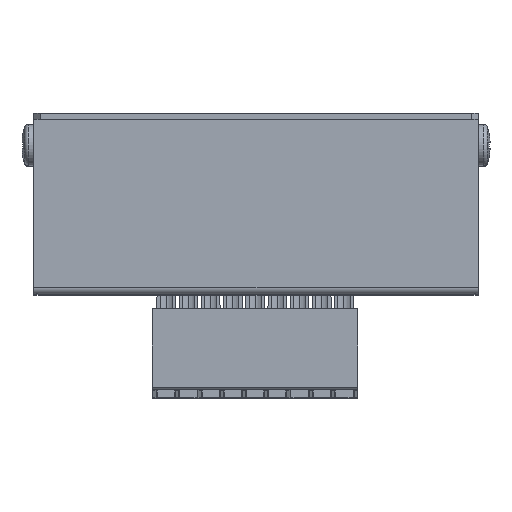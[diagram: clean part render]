
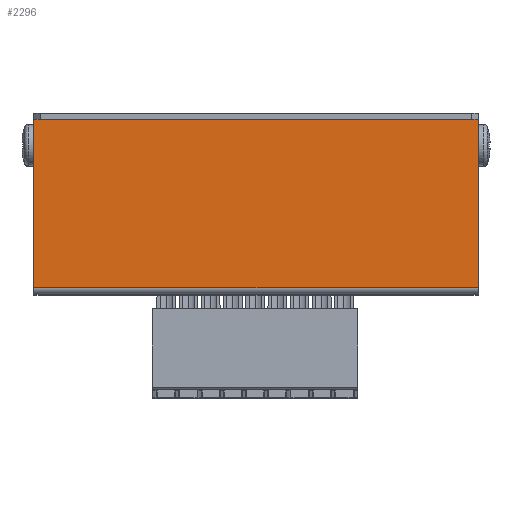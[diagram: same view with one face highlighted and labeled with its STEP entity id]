
A CAD part, top view. The second image highlights one B-rep face of the part: STEP entity #2296.
In plain terms, the highlighted planar face has unit normal (0, 0, 1).
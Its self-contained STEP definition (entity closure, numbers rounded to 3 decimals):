
#381 = PLANE('',#382);
#382 = AXIS2_PLACEMENT_3D('',#383,#384,#385);
#383 = CARTESIAN_POINT('',(0.,26.5,93.));
#384 = DIRECTION('',(1.,0.,0.));
#385 = DIRECTION('',(0.,-1.,0.));
#741 = PLANE('',#742);
#742 = AXIS2_PLACEMENT_3D('',#743,#744,#745);
#743 = CARTESIAN_POINT('',(70.,26.5,93.));
#744 = DIRECTION('',(-0.,-1.,0.));
#745 = DIRECTION('',(-1.,0.,0.));
#992 = VERTEX_POINT('',#993);
#993 = CARTESIAN_POINT('',(0.,26.5,94.));
#1014 = EDGE_CURVE('',#992,#1015,#1017,.T.);
#1015 = VERTEX_POINT('',#1016);
#1016 = CARTESIAN_POINT('',(0.,0.,94.));
#1017 = SURFACE_CURVE('',#1018,(#1022,#1029),.PCURVE_S1.);
#1018 = LINE('',#1019,#1020);
#1019 = CARTESIAN_POINT('',(0.,26.5,94.));
#1020 = VECTOR('',#1021,1.);
#1021 = DIRECTION('',(0.,-1.,0.));
#1022 = PCURVE('',#381,#1023);
#1023 = DEFINITIONAL_REPRESENTATION('',(#1024),#1028);
#1024 = LINE('',#1025,#1026);
#1025 = CARTESIAN_POINT('',(0.,-1.));
#1026 = VECTOR('',#1027,1.);
#1027 = DIRECTION('',(1.,0.));
#1028 = ( GEOMETRIC_REPRESENTATION_CONTEXT(2) 
PARAMETRIC_REPRESENTATION_CONTEXT() REPRESENTATION_CONTEXT('2D SPACE',''
  ) );
#1029 = PCURVE('',#1030,#1035);
#1030 = PLANE('',#1031);
#1031 = AXIS2_PLACEMENT_3D('',#1032,#1033,#1034);
#1032 = CARTESIAN_POINT('',(35.,13.25,94.));
#1033 = DIRECTION('',(0.,0.,1.));
#1034 = DIRECTION('',(0.,-1.,0.));
#1035 = DEFINITIONAL_REPRESENTATION('',(#1036),#1040);
#1036 = LINE('',#1037,#1038);
#1037 = CARTESIAN_POINT('',(-13.25,-35.));
#1038 = VECTOR('',#1039,1.);
#1039 = DIRECTION('',(1.,0.));
#1040 = ( GEOMETRIC_REPRESENTATION_CONTEXT(2) 
PARAMETRIC_REPRESENTATION_CONTEXT() REPRESENTATION_CONTEXT('2D SPACE',''
  ) );
#1241 = CYLINDRICAL_SURFACE('',#1242,1.);
#1242 = AXIS2_PLACEMENT_3D('',#1243,#1244,#1245);
#1243 = CARTESIAN_POINT('',(70.,0.,93.));
#1244 = DIRECTION('',(-1.,0.,0.));
#1245 = DIRECTION('',(0.,-1.,0.));
#1623 = PLANE('',#1624);
#1624 = AXIS2_PLACEMENT_3D('',#1625,#1626,#1627);
#1625 = CARTESIAN_POINT('',(70.,0.,93.));
#1626 = DIRECTION('',(-1.,0.,0.));
#1627 = DIRECTION('',(0.,1.,0.));
#1709 = VERTEX_POINT('',#1710);
#1710 = CARTESIAN_POINT('',(70.,26.5,94.));
#1731 = EDGE_CURVE('',#1709,#992,#1732,.T.);
#1732 = SURFACE_CURVE('',#1733,(#1737,#1744),.PCURVE_S1.);
#1733 = LINE('',#1734,#1735);
#1734 = CARTESIAN_POINT('',(70.,26.5,94.));
#1735 = VECTOR('',#1736,1.);
#1736 = DIRECTION('',(-1.,0.,0.));
#1737 = PCURVE('',#741,#1738);
#1738 = DEFINITIONAL_REPRESENTATION('',(#1739),#1743);
#1739 = LINE('',#1740,#1741);
#1740 = CARTESIAN_POINT('',(0.,-1.));
#1741 = VECTOR('',#1742,1.);
#1742 = DIRECTION('',(1.,0.));
#1743 = ( GEOMETRIC_REPRESENTATION_CONTEXT(2) 
PARAMETRIC_REPRESENTATION_CONTEXT() REPRESENTATION_CONTEXT('2D SPACE',''
  ) );
#1744 = PCURVE('',#1030,#1745);
#1745 = DEFINITIONAL_REPRESENTATION('',(#1746),#1750);
#1746 = LINE('',#1747,#1748);
#1747 = CARTESIAN_POINT('',(-13.25,35.));
#1748 = VECTOR('',#1749,1.);
#1749 = DIRECTION('',(0.,-1.));
#1750 = ( GEOMETRIC_REPRESENTATION_CONTEXT(2) 
PARAMETRIC_REPRESENTATION_CONTEXT() REPRESENTATION_CONTEXT('2D SPACE',''
  ) );
#2296 = ADVANCED_FACE('',(#2297),#1030,.T.);
#2297 = FACE_BOUND('',#2298,.T.);
#2298 = EDGE_LOOP('',(#2299,#2322,#2343,#2344));
#2299 = ORIENTED_EDGE('',*,*,#2300,.F.);
#2300 = EDGE_CURVE('',#2301,#1015,#2303,.T.);
#2301 = VERTEX_POINT('',#2302);
#2302 = CARTESIAN_POINT('',(70.,0.,94.));
#2303 = SURFACE_CURVE('',#2304,(#2308,#2315),.PCURVE_S1.);
#2304 = LINE('',#2305,#2306);
#2305 = CARTESIAN_POINT('',(70.,0.,94.));
#2306 = VECTOR('',#2307,1.);
#2307 = DIRECTION('',(-1.,0.,0.));
#2308 = PCURVE('',#1030,#2309);
#2309 = DEFINITIONAL_REPRESENTATION('',(#2310),#2314);
#2310 = LINE('',#2311,#2312);
#2311 = CARTESIAN_POINT('',(13.25,35.));
#2312 = VECTOR('',#2313,1.);
#2313 = DIRECTION('',(0.,-1.));
#2314 = ( GEOMETRIC_REPRESENTATION_CONTEXT(2) 
PARAMETRIC_REPRESENTATION_CONTEXT() REPRESENTATION_CONTEXT('2D SPACE',''
  ) );
#2315 = PCURVE('',#1241,#2316);
#2316 = DEFINITIONAL_REPRESENTATION('',(#2317),#2321);
#2317 = LINE('',#2318,#2319);
#2318 = CARTESIAN_POINT('',(1.571,0.));
#2319 = VECTOR('',#2320,1.);
#2320 = DIRECTION('',(0.,1.));
#2321 = ( GEOMETRIC_REPRESENTATION_CONTEXT(2) 
PARAMETRIC_REPRESENTATION_CONTEXT() REPRESENTATION_CONTEXT('2D SPACE',''
  ) );
#2322 = ORIENTED_EDGE('',*,*,#2323,.T.);
#2323 = EDGE_CURVE('',#2301,#1709,#2324,.T.);
#2324 = SURFACE_CURVE('',#2325,(#2329,#2336),.PCURVE_S1.);
#2325 = LINE('',#2326,#2327);
#2326 = CARTESIAN_POINT('',(70.,0.,94.));
#2327 = VECTOR('',#2328,1.);
#2328 = DIRECTION('',(0.,1.,0.));
#2329 = PCURVE('',#1030,#2330);
#2330 = DEFINITIONAL_REPRESENTATION('',(#2331),#2335);
#2331 = LINE('',#2332,#2333);
#2332 = CARTESIAN_POINT('',(13.25,35.));
#2333 = VECTOR('',#2334,1.);
#2334 = DIRECTION('',(-1.,0.));
#2335 = ( GEOMETRIC_REPRESENTATION_CONTEXT(2) 
PARAMETRIC_REPRESENTATION_CONTEXT() REPRESENTATION_CONTEXT('2D SPACE',''
  ) );
#2336 = PCURVE('',#1623,#2337);
#2337 = DEFINITIONAL_REPRESENTATION('',(#2338),#2342);
#2338 = LINE('',#2339,#2340);
#2339 = CARTESIAN_POINT('',(0.,-1.));
#2340 = VECTOR('',#2341,1.);
#2341 = DIRECTION('',(1.,0.));
#2342 = ( GEOMETRIC_REPRESENTATION_CONTEXT(2) 
PARAMETRIC_REPRESENTATION_CONTEXT() REPRESENTATION_CONTEXT('2D SPACE',''
  ) );
#2343 = ORIENTED_EDGE('',*,*,#1731,.T.);
#2344 = ORIENTED_EDGE('',*,*,#1014,.T.);
